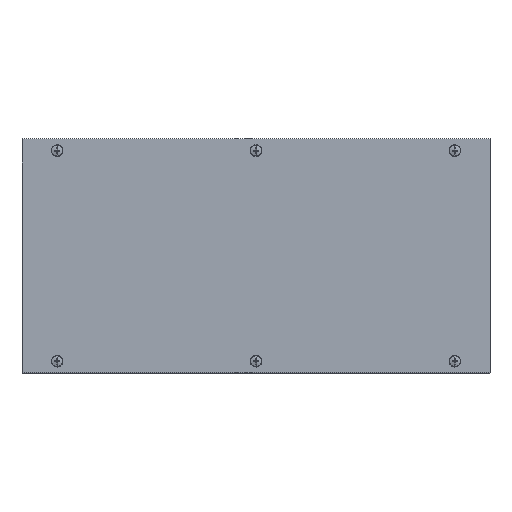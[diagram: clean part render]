
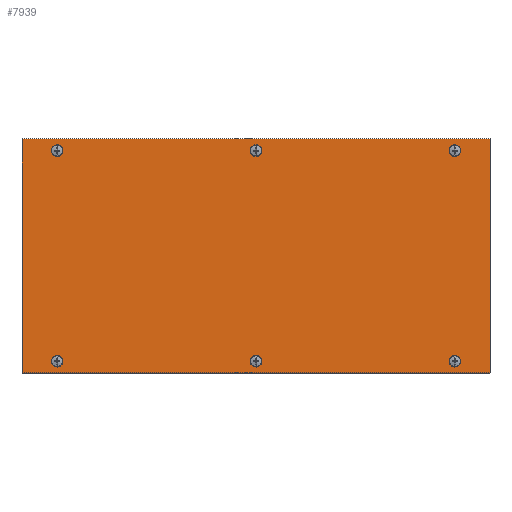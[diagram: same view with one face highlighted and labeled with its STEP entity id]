
A CAD part, top view. The second image highlights one B-rep face of the part: STEP entity #7939.
In plain terms, the highlighted planar face has unit normal (0, 0, 1).
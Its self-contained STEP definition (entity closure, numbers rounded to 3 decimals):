
#151 = VERTEX_POINT ( 'NONE', #9715 ) ;
#171 = EDGE_LOOP ( 'NONE', ( #9883, #14835 ) ) ;
#290 = FACE_BOUND ( 'NONE', #171, .T. ) ;
#455 = VERTEX_POINT ( 'NONE', #2099 ) ;
#526 = CIRCLE ( 'NONE', #2246, 5. ) ;
#576 = EDGE_LOOP ( 'NONE', ( #2586, #13752 ) ) ;
#593 = EDGE_CURVE ( 'NONE', #2051, #6569, #1110, .T. ) ;
#700 = CIRCLE ( 'NONE', #7128, 5. ) ;
#1040 = ORIENTED_EDGE ( 'NONE', *, *, #2187, .T. ) ;
#1110 = CIRCLE ( 'NONE', #12773, 5. ) ;
#1305 = CARTESIAN_POINT ( 'NONE',  ( 200., 190., 0. ) ) ;
#1499 = DIRECTION ( 'NONE',  ( 1., 0., 0. ) ) ;
#1544 = CARTESIAN_POINT ( 'NONE',  ( 200., 10., 0. ) ) ;
#1622 = CIRCLE ( 'NONE', #14014, 5. ) ;
#1667 = DIRECTION ( 'NONE',  ( 1., 0., 0. ) ) ;
#2051 = VERTEX_POINT ( 'NONE', #3903 ) ;
#2099 = CARTESIAN_POINT ( 'NONE',  ( 35., 10., 0. ) ) ;
#2138 = CIRCLE ( 'NONE', #11601, 5. ) ;
#2187 = EDGE_CURVE ( 'NONE', #8767, #14607, #11400, .T. ) ;
#2210 = CARTESIAN_POINT ( 'NONE',  ( 195., 190., 0. ) ) ;
#2246 = AXIS2_PLACEMENT_3D ( 'NONE', #1305, #9759, #11020 ) ;
#2513 = DIRECTION ( 'NONE',  ( 1., 0., 0. ) ) ;
#2561 = EDGE_LOOP ( 'NONE', ( #14484, #3684 ) ) ;
#2586 = ORIENTED_EDGE ( 'NONE', *, *, #7499, .F. ) ;
#2672 = CIRCLE ( 'NONE', #4869, 5. ) ;
#2765 = DIRECTION ( 'NONE',  ( 1., 0., 0. ) ) ;
#2990 = EDGE_LOOP ( 'NONE', ( #7520, #5175 ) ) ;
#3002 = EDGE_CURVE ( 'NONE', #14607, #9792, #6818, .T. ) ;
#3116 = CIRCLE ( 'NONE', #9334, 5. ) ;
#3148 = CARTESIAN_POINT ( 'NONE',  ( 200., 190., 0. ) ) ;
#3173 = AXIS2_PLACEMENT_3D ( 'NONE', #11145, #5260, #2513 ) ;
#3344 = DIRECTION ( 'NONE',  ( 1., 0., 0. ) ) ;
#3525 = ORIENTED_EDGE ( 'NONE', *, *, #14289, .F. ) ;
#3592 = CARTESIAN_POINT ( 'NONE',  ( 205., 190., 0. ) ) ;
#3607 = DIRECTION ( 'NONE',  ( 1., 0., 0. ) ) ;
#3609 = FACE_BOUND ( 'NONE', #2561, .T. ) ;
#3684 = ORIENTED_EDGE ( 'NONE', *, *, #11390, .F. ) ;
#3860 = AXIS2_PLACEMENT_3D ( 'NONE', #8494, #8199, #13256 ) ;
#3903 = CARTESIAN_POINT ( 'NONE',  ( 195., 10., 0. ) ) ;
#3999 = CARTESIAN_POINT ( 'NONE',  ( 370., 10., 0. ) ) ;
#4080 = VECTOR ( 'NONE', #4314, 1000. ) ;
#4224 = CIRCLE ( 'NONE', #14380, 5. ) ;
#4314 = DIRECTION ( 'NONE',  ( -1., 0., 0. ) ) ;
#4378 = EDGE_LOOP ( 'NONE', ( #6126, #5976 ) ) ;
#4384 = DIRECTION ( 'NONE',  ( 0., 0., 1. ) ) ;
#4562 = VECTOR ( 'NONE', #10329, 1000. ) ;
#4689 = EDGE_CURVE ( 'NONE', #13236, #8947, #526, .T. ) ;
#4762 = CARTESIAN_POINT ( 'NONE',  ( 0., 0., 0. ) ) ;
#4869 = AXIS2_PLACEMENT_3D ( 'NONE', #3999, #14631, #2765 ) ;
#4957 = CARTESIAN_POINT ( 'NONE',  ( 365., 190., 0. ) ) ;
#5061 = VECTOR ( 'NONE', #13609, 1000. ) ;
#5175 = ORIENTED_EDGE ( 'NONE', *, *, #593, .F. ) ;
#5260 = DIRECTION ( 'NONE',  ( 0., 0., 1. ) ) ;
#5558 = CARTESIAN_POINT ( 'NONE',  ( 375., 190., 0. ) ) ;
#5562 = CARTESIAN_POINT ( 'NONE',  ( 0., 0., 0. ) ) ;
#5574 = CARTESIAN_POINT ( 'NONE',  ( 365., 10., 0. ) ) ;
#5819 = CARTESIAN_POINT ( 'NONE',  ( 400., 0., 0. ) ) ;
#5872 = LINE ( 'NONE', #10648, #4080 ) ;
#5920 = CARTESIAN_POINT ( 'NONE',  ( 370., 10., 0. ) ) ;
#5976 = ORIENTED_EDGE ( 'NONE', *, *, #4689, .F. ) ;
#6126 = ORIENTED_EDGE ( 'NONE', *, *, #8114, .F. ) ;
#6569 = VERTEX_POINT ( 'NONE', #9868 ) ;
#6818 = LINE ( 'NONE', #5562, #4562 ) ;
#6884 = EDGE_CURVE ( 'NONE', #151, #8767, #5872, .T. ) ;
#6922 = LINE ( 'NONE', #5819, #14593 ) ;
#6944 = EDGE_CURVE ( 'NONE', #455, #8243, #11292, .T. ) ;
#7054 = DIRECTION ( 'NONE',  ( 1., 0., 0. ) ) ;
#7094 = CIRCLE ( 'NONE', #3860, 5. ) ;
#7128 = AXIS2_PLACEMENT_3D ( 'NONE', #5920, #9349, #8099 ) ;
#7499 = EDGE_CURVE ( 'NONE', #8435, #14062, #14732, .T. ) ;
#7520 = ORIENTED_EDGE ( 'NONE', *, *, #14909, .F. ) ;
#7683 = DIRECTION ( 'NONE',  ( 1., 0., 0. ) ) ;
#7939 = ADVANCED_FACE ( 'NONE', ( #10950, #14404, #290, #14555, #14251, #3609, #9850 ), #8665, .F. ) ;
#8064 = AXIS2_PLACEMENT_3D ( 'NONE', #4762, #13120, #13413 ) ;
#8099 = DIRECTION ( 'NONE',  ( 1., 0., 0. ) ) ;
#8114 = EDGE_CURVE ( 'NONE', #8947, #13236, #1622, .T. ) ;
#8176 = ORIENTED_EDGE ( 'NONE', *, *, #6884, .T. ) ;
#8199 = DIRECTION ( 'NONE',  ( 0., 0., 1. ) ) ;
#8243 = VERTEX_POINT ( 'NONE', #8326 ) ;
#8326 = CARTESIAN_POINT ( 'NONE',  ( 25., 10., 0. ) ) ;
#8435 = VERTEX_POINT ( 'NONE', #15096 ) ;
#8447 = CARTESIAN_POINT ( 'NONE',  ( 25., 190., 0. ) ) ;
#8494 = CARTESIAN_POINT ( 'NONE',  ( 370., 190., 0. ) ) ;
#8618 = EDGE_CURVE ( 'NONE', #14062, #8435, #3116, .T. ) ;
#8665 = PLANE ( 'NONE',  #8064 ) ;
#8767 = VERTEX_POINT ( 'NONE', #13483 ) ;
#8803 = CARTESIAN_POINT ( 'NONE',  ( 375., 10., 0. ) ) ;
#8947 = VERTEX_POINT ( 'NONE', #3592 ) ;
#9251 = CARTESIAN_POINT ( 'NONE',  ( 30., 10., 0. ) ) ;
#9334 = AXIS2_PLACEMENT_3D ( 'NONE', #12153, #14516, #1499 ) ;
#9349 = DIRECTION ( 'NONE',  ( 0., 0., 1. ) ) ;
#9684 = DIRECTION ( 'NONE',  ( 0., 0., 1. ) ) ;
#9715 = CARTESIAN_POINT ( 'NONE',  ( 400., 200., 0. ) ) ;
#9759 = DIRECTION ( 'NONE',  ( 0., 0., 1. ) ) ;
#9792 = VERTEX_POINT ( 'NONE', #12178 ) ;
#9850 = FACE_OUTER_BOUND ( 'NONE', #10170, .T. ) ;
#9868 = CARTESIAN_POINT ( 'NONE',  ( 205., 10., 0. ) ) ;
#9883 = ORIENTED_EDGE ( 'NONE', *, *, #10042, .F. ) ;
#9909 = DIRECTION ( 'NONE',  ( 0., 0., 1. ) ) ;
#10009 = DIRECTION ( 'NONE',  ( 0., 0., 1. ) ) ;
#10042 = EDGE_CURVE ( 'NONE', #11252, #13701, #700, .T. ) ;
#10131 = CARTESIAN_POINT ( 'NONE',  ( 0., 0., 0. ) ) ;
#10170 = EDGE_LOOP ( 'NONE', ( #15297, #8176, #1040, #13428 ) ) ;
#10191 = VERTEX_POINT ( 'NONE', #4957 ) ;
#10310 = DIRECTION ( 'NONE',  ( 1., 0., 0. ) ) ;
#10317 = AXIS2_PLACEMENT_3D ( 'NONE', #13188, #9684, #3607 ) ;
#10329 = DIRECTION ( 'NONE',  ( 1., 0., 0. ) ) ;
#10460 = EDGE_LOOP ( 'NONE', ( #12402, #3525 ) ) ;
#10544 = AXIS2_PLACEMENT_3D ( 'NONE', #14686, #9909, #1667 ) ;
#10599 = DIRECTION ( 'NONE',  ( 0., 1., 0. ) ) ;
#10648 = CARTESIAN_POINT ( 'NONE',  ( 0., 200., 0. ) ) ;
#10950 = FACE_BOUND ( 'NONE', #2990, .T. ) ;
#11020 = DIRECTION ( 'NONE',  ( 1., 0., 0. ) ) ;
#11145 = CARTESIAN_POINT ( 'NONE',  ( 200., 10., 0. ) ) ;
#11252 = VERTEX_POINT ( 'NONE', #8803 ) ;
#11292 = CIRCLE ( 'NONE', #10317, 5. ) ;
#11342 = EDGE_CURVE ( 'NONE', #9792, #151, #6922, .T. ) ;
#11390 = EDGE_CURVE ( 'NONE', #8243, #455, #2138, .T. ) ;
#11400 = LINE ( 'NONE', #10131, #5061 ) ;
#11601 = AXIS2_PLACEMENT_3D ( 'NONE', #9251, #13979, #3344 ) ;
#11678 = EDGE_CURVE ( 'NONE', #14470, #10191, #7094, .T. ) ;
#11760 = DIRECTION ( 'NONE',  ( 0., 0., 1. ) ) ;
#12153 = CARTESIAN_POINT ( 'NONE',  ( 30., 190., 0. ) ) ;
#12178 = CARTESIAN_POINT ( 'NONE',  ( 400., 0., 0. ) ) ;
#12402 = ORIENTED_EDGE ( 'NONE', *, *, #11678, .F. ) ;
#12773 = AXIS2_PLACEMENT_3D ( 'NONE', #1544, #10009, #7683 ) ;
#13045 = CARTESIAN_POINT ( 'NONE',  ( 370., 190., 0. ) ) ;
#13120 = DIRECTION ( 'NONE',  ( 0., 0., -1. ) ) ;
#13188 = CARTESIAN_POINT ( 'NONE',  ( 30., 10., 0. ) ) ;
#13236 = VERTEX_POINT ( 'NONE', #2210 ) ;
#13256 = DIRECTION ( 'NONE',  ( 1., 0., 0. ) ) ;
#13413 = DIRECTION ( 'NONE',  ( -1., 0., 0. ) ) ;
#13428 = ORIENTED_EDGE ( 'NONE', *, *, #3002, .T. ) ;
#13472 = CARTESIAN_POINT ( 'NONE',  ( 0., 0., 0. ) ) ;
#13483 = CARTESIAN_POINT ( 'NONE',  ( 0., 200., 0. ) ) ;
#13609 = DIRECTION ( 'NONE',  ( 0., -1., 0. ) ) ;
#13701 = VERTEX_POINT ( 'NONE', #5574 ) ;
#13752 = ORIENTED_EDGE ( 'NONE', *, *, #8618, .F. ) ;
#13840 = CIRCLE ( 'NONE', #3173, 5. ) ;
#13979 = DIRECTION ( 'NONE',  ( 0., 0., 1. ) ) ;
#14014 = AXIS2_PLACEMENT_3D ( 'NONE', #3148, #4384, #10310 ) ;
#14062 = VERTEX_POINT ( 'NONE', #8447 ) ;
#14251 = FACE_BOUND ( 'NONE', #576, .T. ) ;
#14289 = EDGE_CURVE ( 'NONE', #10191, #14470, #4224, .T. ) ;
#14380 = AXIS2_PLACEMENT_3D ( 'NONE', #13045, #11760, #7054 ) ;
#14404 = FACE_BOUND ( 'NONE', #4378, .T. ) ;
#14470 = VERTEX_POINT ( 'NONE', #5558 ) ;
#14484 = ORIENTED_EDGE ( 'NONE', *, *, #6944, .F. ) ;
#14516 = DIRECTION ( 'NONE',  ( 0., 0., 1. ) ) ;
#14555 = FACE_BOUND ( 'NONE', #10460, .T. ) ;
#14582 = EDGE_CURVE ( 'NONE', #13701, #11252, #2672, .T. ) ;
#14593 = VECTOR ( 'NONE', #10599, 1000. ) ;
#14607 = VERTEX_POINT ( 'NONE', #13472 ) ;
#14631 = DIRECTION ( 'NONE',  ( 0., 0., 1. ) ) ;
#14686 = CARTESIAN_POINT ( 'NONE',  ( 30., 190., 0. ) ) ;
#14732 = CIRCLE ( 'NONE', #10544, 5. ) ;
#14835 = ORIENTED_EDGE ( 'NONE', *, *, #14582, .F. ) ;
#14909 = EDGE_CURVE ( 'NONE', #6569, #2051, #13840, .T. ) ;
#15096 = CARTESIAN_POINT ( 'NONE',  ( 35., 190., 0. ) ) ;
#15297 = ORIENTED_EDGE ( 'NONE', *, *, #11342, .T. ) ;
